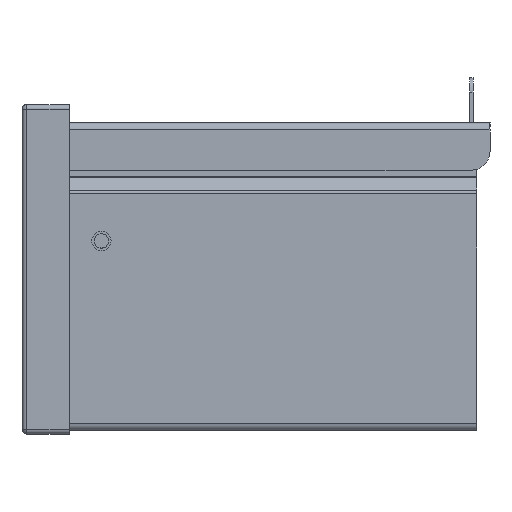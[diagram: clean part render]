
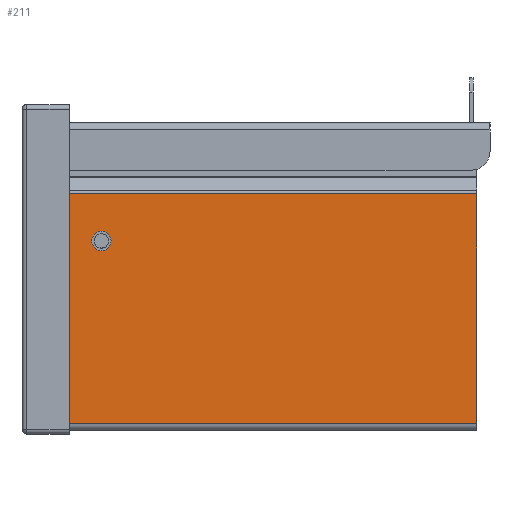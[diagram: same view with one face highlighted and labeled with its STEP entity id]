
A CAD part, left-side view. The second image highlights one B-rep face of the part: STEP entity #211.
In plain terms, the highlighted planar face has unit normal (-1, 0, 0).
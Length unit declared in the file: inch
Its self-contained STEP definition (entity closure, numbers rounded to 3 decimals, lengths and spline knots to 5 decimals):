
#211 = ADVANCED_FACE ( 'NONE', ( #8002, #10803 ), #8970, .T. ) ;
#419 = LINE ( 'NONE', #7906, #8422 ) ;
#453 = CARTESIAN_POINT ( 'NONE',  ( -6., 4.952, 2.5002 ) ) ;
#664 = ORIENTED_EDGE ( 'NONE', *, *, #9785, .F. ) ;
#700 = LINE ( 'NONE', #4376, #4196 ) ;
#741 = ORIENTED_EDGE ( 'NONE', *, *, #7867, .T. ) ;
#842 = EDGE_CURVE ( 'NONE', #11679, #3275, #11250, .T. ) ;
#969 = DIRECTION ( 'NONE',  ( 0., 0., -1. ) ) ;
#1296 = DIRECTION ( 'NONE',  ( 0., 0., 1. ) ) ;
#1688 = EDGE_LOOP ( 'NONE', ( #4885, #9138 ) ) ;
#1811 = AXIS2_PLACEMENT_3D ( 'NONE', #6190, #9898, #8122 ) ;
#1897 = DIRECTION ( 'NONE',  ( 0., 0., -1. ) ) ;
#2139 = ORIENTED_EDGE ( 'NONE', *, *, #4692, .F. ) ;
#2403 = CIRCLE ( 'NONE', #9166, 0.095 ) ;
#3227 = CARTESIAN_POINT ( 'NONE',  ( -6., 4.952, 2.4052 ) ) ;
#3243 = DIRECTION ( 'NONE',  ( 0., 1., 0. ) ) ;
#3275 = VERTEX_POINT ( 'NONE', #453 ) ;
#3812 = CARTESIAN_POINT ( 'NONE',  ( -6., 0., 3.02496 ) ) ;
#3862 = CARTESIAN_POINT ( 'NONE',  ( -6., 5.952, 3.02496 ) ) ;
#4196 = VECTOR ( 'NONE', #8070, 39.37008 ) ;
#4344 = CARTESIAN_POINT ( 'NONE',  ( -6., 5.952, 0. ) ) ;
#4376 = CARTESIAN_POINT ( 'NONE',  ( -6., 0., 3.02496 ) ) ;
#4497 = VECTOR ( 'NONE', #1897, 39.37008 ) ;
#4692 = EDGE_CURVE ( 'NONE', #10358, #11805, #700, .T. ) ;
#4830 = CARTESIAN_POINT ( 'NONE',  ( -6., 4.952, 2.3102 ) ) ;
#4885 = ORIENTED_EDGE ( 'NONE', *, *, #7939, .F. ) ;
#5189 = EDGE_LOOP ( 'NONE', ( #7228, #741, #664, #2139 ) ) ;
#5440 = AXIS2_PLACEMENT_3D ( 'NONE', #6406, #10116, #969 ) ;
#5918 = CARTESIAN_POINT ( 'NONE',  ( -6., 0., 0. ) ) ;
#6190 = CARTESIAN_POINT ( 'NONE',  ( -6., 0., 3.0552 ) ) ;
#6406 = CARTESIAN_POINT ( 'NONE',  ( -6., 4.952, 2.4052 ) ) ;
#7228 = ORIENTED_EDGE ( 'NONE', *, *, #8290, .T. ) ;
#7242 = VECTOR ( 'NONE', #7742, 39.37008 ) ;
#7445 = LINE ( 'NONE', #3812, #7242 ) ;
#7577 = LINE ( 'NONE', #11352, #4497 ) ;
#7742 = DIRECTION ( 'NONE',  ( 0., 1., 0. ) ) ;
#7867 = EDGE_CURVE ( 'NONE', #11791, #11993, #7577, .T. ) ;
#7906 = CARTESIAN_POINT ( 'NONE',  ( -6., 0., 0. ) ) ;
#7939 = EDGE_CURVE ( 'NONE', #3275, #11679, #2403, .T. ) ;
#8002 = FACE_BOUND ( 'NONE', #1688, .T. ) ;
#8070 = DIRECTION ( 'NONE',  ( 0., 0., -1. ) ) ;
#8122 = DIRECTION ( 'NONE',  ( 0., 0., -1. ) ) ;
#8240 = CARTESIAN_POINT ( 'NONE',  ( -6., 0., 3.02496 ) ) ;
#8290 = EDGE_CURVE ( 'NONE', #10358, #11791, #7445, .T. ) ;
#8422 = VECTOR ( 'NONE', #3243, 39.37008 ) ;
#8970 = PLANE ( 'NONE',  #1811 ) ;
#9138 = ORIENTED_EDGE ( 'NONE', *, *, #842, .F. ) ;
#9166 = AXIS2_PLACEMENT_3D ( 'NONE', #3227, #11601, #1296 ) ;
#9785 = EDGE_CURVE ( 'NONE', #11805, #11993, #419, .T. ) ;
#9898 = DIRECTION ( 'NONE',  ( -1., 0., 0. ) ) ;
#10116 = DIRECTION ( 'NONE',  ( -1., 0., 0. ) ) ;
#10358 = VERTEX_POINT ( 'NONE', #8240 ) ;
#10803 = FACE_OUTER_BOUND ( 'NONE', #5189, .T. ) ;
#11250 = CIRCLE ( 'NONE', #5440, 0.095 ) ;
#11352 = CARTESIAN_POINT ( 'NONE',  ( -6., 5.952, 3.02496 ) ) ;
#11601 = DIRECTION ( 'NONE',  ( -1., 0., 0. ) ) ;
#11679 = VERTEX_POINT ( 'NONE', #4830 ) ;
#11791 = VERTEX_POINT ( 'NONE', #3862 ) ;
#11805 = VERTEX_POINT ( 'NONE', #5918 ) ;
#11993 = VERTEX_POINT ( 'NONE', #4344 ) ;
